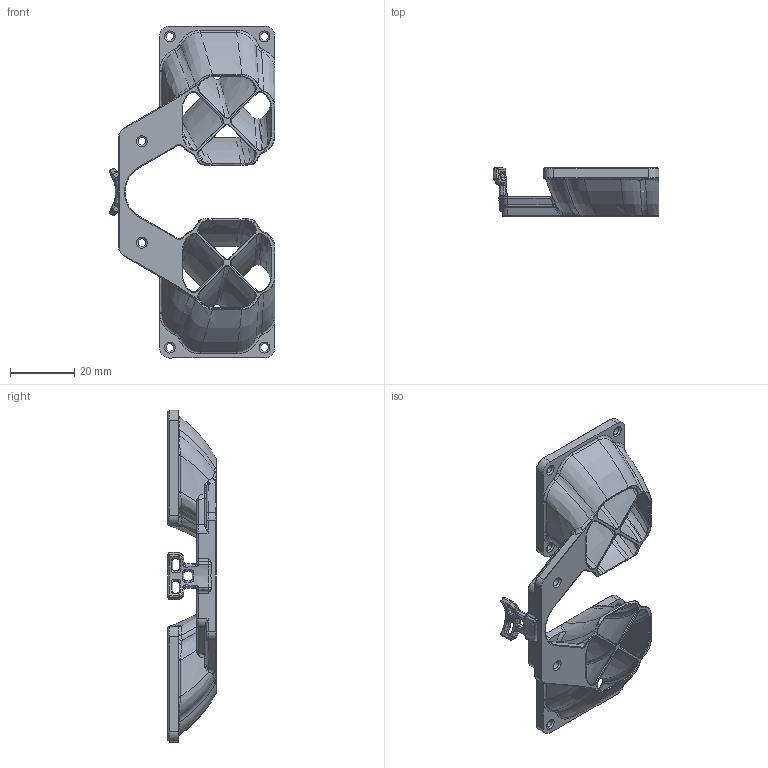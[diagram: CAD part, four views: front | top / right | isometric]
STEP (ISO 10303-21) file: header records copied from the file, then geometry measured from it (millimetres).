
FILE_DESCRIPTION(/* description */ (''),/* implementation_level */ '2;1');
FILE_NAME(/* name */ 'K3_SLM_Duct_v4.step',/* time_stamp */ '2025-12-03T20:58:12-07:00',/* author */ (''),/* organization */ (''),/* preprocessor_version */ 'ST-DEVELOPER v20.1',/* originating_system */ 'Autodesk Translation Framework v14.21.0.0',/* authorisation */ '');
FILE_SCHEMA (('AUTOMOTIVE_DESIGN { 1 0 10303 214 3 1 1 }'));
Products named in the file (1): K3 SLM Duct
Bounding box: 51.69 x 15 x 103.5 mm (x, y, z)
Volume: 10125.7 mm3; surface area: 14925.1 mm2
Topology: 1 solids, 1 shells, 931 faces, 2299 edges, 1354 vertices
Faces by surface type: bspline 678, cylinder 88, plane 78, torus 51, cone 22, sphere 14
Full cylindrical faces by diameter (mm): 2.4 x12
Entity records: 43644 total; most frequent: CARTESIAN_POINT 26058, ORIENTED_EDGE 4574, EDGE_CURVE 2287, DIRECTION 2026, VERTEX_POINT 1354, B_SPLINE_CURVE_WITH_KNOTS 1314, EDGE_LOOP 969, FACE_OUTER_BOUND 931
